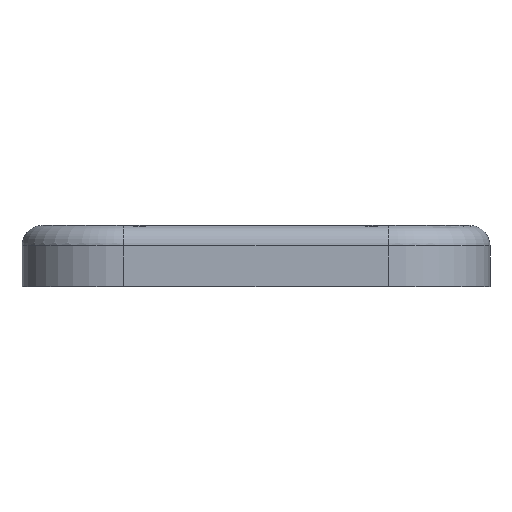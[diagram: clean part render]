
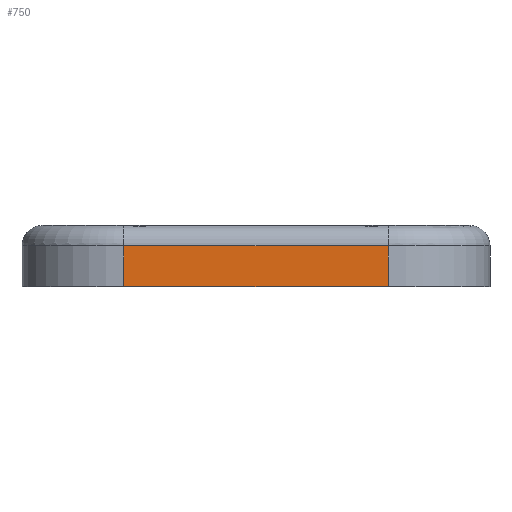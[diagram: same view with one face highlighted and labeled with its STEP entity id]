
A CAD part, front view. The second image highlights one B-rep face of the part: STEP entity #750.
In plain terms, the highlighted planar face has unit normal (0, -1, 0).
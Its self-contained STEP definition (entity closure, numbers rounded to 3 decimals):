
#17 = CARTESIAN_POINT ( 'NONE',  ( -13., -24.5, 4. ) ) ;
#22 = FACE_OUTER_BOUND ( 'NONE', #318, .T. ) ;
#27 = LINE ( 'NONE', #291, #468 ) ;
#65 = PLANE ( 'NONE',  #527 ) ;
#69 = CARTESIAN_POINT ( 'NONE',  ( -23., -24.5, -46.53 ) ) ;
#76 = DIRECTION ( 'NONE',  ( 0., 0., -1. ) ) ;
#192 = CARTESIAN_POINT ( 'NONE',  ( -13., -24.5, 0. ) ) ;
#213 = VERTEX_POINT ( 'NONE', #192 ) ;
#291 = CARTESIAN_POINT ( 'NONE',  ( -23., -24.5, 4. ) ) ;
#306 = VECTOR ( 'NONE', #711, 1000. ) ;
#318 = EDGE_LOOP ( 'NONE', ( #390, #514, #1080, #611 ) ) ;
#332 = VERTEX_POINT ( 'NONE', #386 ) ;
#341 = DIRECTION ( 'NONE',  ( -1., 0., 0. ) ) ;
#365 = EDGE_CURVE ( 'NONE', #409, #213, #418, .T. ) ;
#386 = CARTESIAN_POINT ( 'NONE',  ( 13., -24.5, 0. ) ) ;
#390 = ORIENTED_EDGE ( 'NONE', *, *, #826, .T. ) ;
#409 = VERTEX_POINT ( 'NONE', #17 ) ;
#418 = LINE ( 'NONE', #1050, #650 ) ;
#425 = CARTESIAN_POINT ( 'NONE',  ( 13., -24.5, 6. ) ) ;
#468 = VECTOR ( 'NONE', #1032, 1000. ) ;
#514 = ORIENTED_EDGE ( 'NONE', *, *, #1025, .T. ) ;
#527 = AXIS2_PLACEMENT_3D ( 'NONE', #69, #734, #76 ) ;
#539 = CARTESIAN_POINT ( 'NONE',  ( 13., -24.5, 4. ) ) ;
#610 = VECTOR ( 'NONE', #341, 1000. ) ;
#611 = ORIENTED_EDGE ( 'NONE', *, *, #669, .F. ) ;
#650 = VECTOR ( 'NONE', #1152, 1000. ) ;
#669 = EDGE_CURVE ( 'NONE', #332, #213, #931, .T. ) ;
#711 = DIRECTION ( 'NONE',  ( 0., 0., 1. ) ) ;
#734 = DIRECTION ( 'NONE',  ( 0., -1., 0. ) ) ;
#750 = ADVANCED_FACE ( 'NONE', ( #22 ), #65, .T. ) ;
#799 = LINE ( 'NONE', #425, #306 ) ;
#826 = EDGE_CURVE ( 'NONE', #332, #936, #799, .T. ) ;
#931 = LINE ( 'NONE', #1097, #610 ) ;
#936 = VERTEX_POINT ( 'NONE', #539 ) ;
#1025 = EDGE_CURVE ( 'NONE', #936, #409, #27, .T. ) ;
#1032 = DIRECTION ( 'NONE',  ( -1., 0., 0. ) ) ;
#1050 = CARTESIAN_POINT ( 'NONE',  ( -13., -24.5, 0. ) ) ;
#1080 = ORIENTED_EDGE ( 'NONE', *, *, #365, .T. ) ;
#1097 = CARTESIAN_POINT ( 'NONE',  ( -23., -24.5, 0. ) ) ;
#1152 = DIRECTION ( 'NONE',  ( 0., 0., -1. ) ) ;
